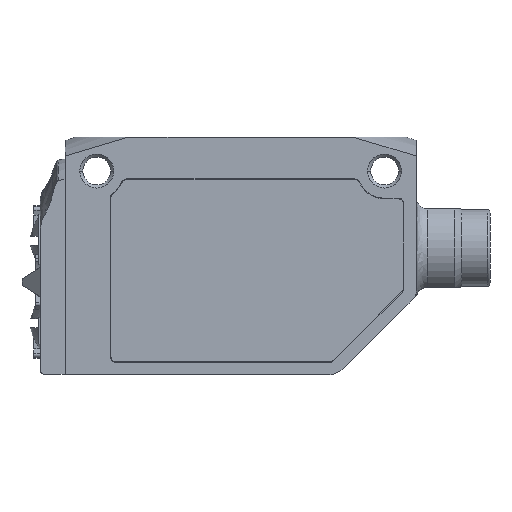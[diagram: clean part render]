
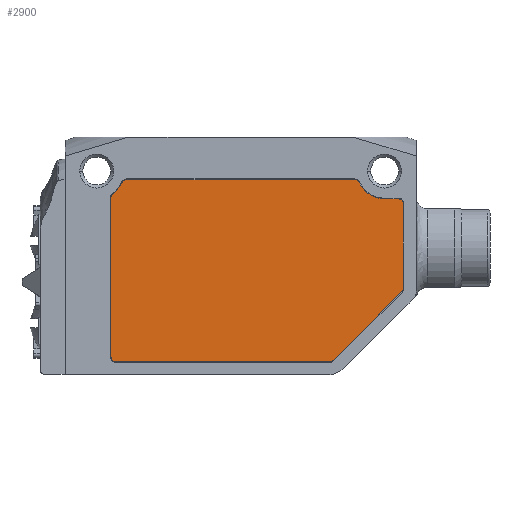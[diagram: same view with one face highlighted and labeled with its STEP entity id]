
A CAD part, left-side view. The second image highlights one B-rep face of the part: STEP entity #2900.
In plain terms, the highlighted planar face has unit normal (-1, 0, 0).
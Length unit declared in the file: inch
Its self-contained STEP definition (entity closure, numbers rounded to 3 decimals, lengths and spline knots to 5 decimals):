
#12 = VECTOR ( 'NONE', #6001, 39.37008 ) ;
#22 = DIRECTION ( 'NONE',  ( 0., 1., 0. ) ) ;
#82 = ORIENTED_EDGE ( 'NONE', *, *, #1709, .T. ) ;
#190 = AXIS2_PLACEMENT_3D ( 'NONE', #3492, #5049, #5564 ) ;
#231 = VECTOR ( 'NONE', #6337, 39.37008 ) ;
#235 = ORIENTED_EDGE ( 'NONE', *, *, #3201, .F. ) ;
#240 = CIRCLE ( 'NONE', #5855, 0.09646 ) ;
#247 = DIRECTION ( 'NONE',  ( 1., 0., 0. ) ) ;
#253 = CARTESIAN_POINT ( 'NONE',  ( -0.25591, -0.09252, 0.16389 ) ) ;
#297 = EDGE_CURVE ( 'NONE', #352, #1001, #5526, .T. ) ;
#352 = VERTEX_POINT ( 'NONE', #1256 ) ;
#470 = ORIENTED_EDGE ( 'NONE', *, *, #5557, .F. ) ;
#547 = LINE ( 'NONE', #4362, #231 ) ;
#550 = LINE ( 'NONE', #5442, #1944 ) ;
#581 = VERTEX_POINT ( 'NONE', #6384 ) ;
#595 = CARTESIAN_POINT ( 'NONE',  ( -0.25591, 0.90551, -0.0748 ) ) ;
#652 = ORIENTED_EDGE ( 'NONE', *, *, #2466, .T. ) ;
#1001 = VERTEX_POINT ( 'NONE', #4640 ) ;
#1007 = CARTESIAN_POINT ( 'NONE',  ( -0.25591, 0.92323, -0.0748 ) ) ;
#1014 = CARTESIAN_POINT ( 'NONE',  ( -0.25591, -0.08733, 0.15136 ) ) ;
#1031 = CIRCLE ( 'NONE', #190, 0.09646 ) ;
#1047 = VERTEX_POINT ( 'NONE', #3605 ) ;
#1135 = CARTESIAN_POINT ( 'NONE',  ( -0.25591, 0.9159, 0.49272 ) ) ;
#1149 = CARTESIAN_POINT ( 'NONE',  ( -0.25591, 0.97244, 0.57087 ) ) ;
#1198 = CARTESIAN_POINT ( 'NONE',  ( -0.25591, 0.90551, 0.47837 ) ) ;
#1220 = DIRECTION ( 'NONE',  ( 0., 0., -1. ) ) ;
#1256 = CARTESIAN_POINT ( 'NONE',  ( -0.25591, 0.07638, 0.54134 ) ) ;
#1294 = CARTESIAN_POINT ( 'NONE',  ( -0.25591, -0.09843, 0.1541 ) ) ;
#1329 = AXIS2_PLACEMENT_3D ( 'NONE', #1551, #4576, #4560 ) ;
#1399 = VECTOR ( 'NONE', #1451, 39.37008 ) ;
#1407 = LINE ( 'NONE', #1508, #2952 ) ;
#1414 = ORIENTED_EDGE ( 'NONE', *, *, #3882, .T. ) ;
#1418 = CARTESIAN_POINT ( 'NONE',  ( -0.25591, 0.8685, 0.54134 ) ) ;
#1421 = LINE ( 'NONE', #5421, #3827 ) ;
#1451 = DIRECTION ( 'NONE',  ( 0., 0., -1. ) ) ;
#1508 = CARTESIAN_POINT ( 'NONE',  ( -0.25591, 0.8685, 0.54134 ) ) ;
#1541 = AXIS2_PLACEMENT_3D ( 'NONE', #4399, #6416, #4861 ) ;
#1551 = CARTESIAN_POINT ( 'NONE',  ( -0.25591, 0.8685, 0.52362 ) ) ;
#1694 = ORIENTED_EDGE ( 'NONE', *, *, #5466, .T. ) ;
#1709 = EDGE_CURVE ( 'NONE', #3491, #5692, #5312, .T. ) ;
#1778 = CIRCLE ( 'NONE', #6112, 0.01772 ) ;
#1861 = CARTESIAN_POINT ( 'NONE',  ( -0.25591, -0.0748, 0.47441 ) ) ;
#1944 = VECTOR ( 'NONE', #2478, 39.37008 ) ;
#2076 = EDGE_CURVE ( 'NONE', #4615, #2456, #4455, .T. ) ;
#2095 = DIRECTION ( 'NONE',  ( 1., 0., 0. ) ) ;
#2194 = DIRECTION ( 'NONE',  ( 1., 0., 0. ) ) ;
#2214 = CARTESIAN_POINT ( 'NONE',  ( -0.25591, 0.15136, -0.08733 ) ) ;
#2253 = VERTEX_POINT ( 'NONE', #253 ) ;
#2403 = CARTESIAN_POINT ( 'NONE',  ( -0.25591, 0.88463, 0.53095 ) ) ;
#2407 = CIRCLE ( 'NONE', #1541, 0.01772 ) ;
#2425 = CARTESIAN_POINT ( 'NONE',  ( -0.25591, -0.0748, 0.45669 ) ) ;
#2434 = CARTESIAN_POINT ( 'NONE',  ( -0.25591, 0.16389, -0.09252 ) ) ;
#2456 = VERTEX_POINT ( 'NONE', #3951 ) ;
#2466 = EDGE_CURVE ( 'NONE', #4230, #1047, #550, .T. ) ;
#2478 = DIRECTION ( 'NONE',  ( 0., 1., 0. ) ) ;
#2528 = EDGE_LOOP ( 'NONE', ( #235, #1414, #470, #4276, #6006, #4679, #4857, #82, #3953, #5497, #6380, #652, #1694, #2908, #5198 ) ) ;
#2542 = EDGE_CURVE ( 'NONE', #352, #3587, #1407, .T. ) ;
#2558 = EDGE_CURVE ( 'NONE', #3491, #2570, #3570, .T. ) ;
#2570 = VERTEX_POINT ( 'NONE', #2434 ) ;
#2590 = VERTEX_POINT ( 'NONE', #5555 ) ;
#2713 = LINE ( 'NONE', #1007, #1399 ) ;
#2745 = DIRECTION ( 'NONE',  ( 0., 0., -1. ) ) ;
#2900 = ADVANCED_FACE ( 'NONE', ( #5834 ), #4259, .F. ) ;
#2908 = ORIENTED_EDGE ( 'NONE', *, *, #297, .F. ) ;
#2952 = VECTOR ( 'NONE', #22, 39.37008 ) ;
#3147 = AXIS2_PLACEMENT_3D ( 'NONE', #595, #4023, #6045 ) ;
#3170 = EDGE_CURVE ( 'NONE', #581, #2456, #2713, .T. ) ;
#3201 = EDGE_CURVE ( 'NONE', #6224, #3587, #5373, .T. ) ;
#3491 = VERTEX_POINT ( 'NONE', #2214 ) ;
#3492 = CARTESIAN_POINT ( 'NONE',  ( -0.25591, -0.02756, 0.57087 ) ) ;
#3570 = CIRCLE ( 'NONE', #6161, 0.01772 ) ;
#3587 = VERTEX_POINT ( 'NONE', #1418 ) ;
#3605 = CARTESIAN_POINT ( 'NONE',  ( -0.25591, -0.02756, 0.47441 ) ) ;
#3672 = EDGE_CURVE ( 'NONE', #2253, #5692, #2407, .T. ) ;
#3807 = AXIS2_PLACEMENT_3D ( 'NONE', #4193, #247, #1220 ) ;
#3827 = VECTOR ( 'NONE', #4413, 39.37008 ) ;
#3882 = EDGE_CURVE ( 'NONE', #6224, #3941, #240, .T. ) ;
#3941 = VERTEX_POINT ( 'NONE', #1135 ) ;
#3951 = CARTESIAN_POINT ( 'NONE',  ( -0.25591, 0.92323, -0.0748 ) ) ;
#3953 = ORIENTED_EDGE ( 'NONE', *, *, #3672, .F. ) ;
#4023 = DIRECTION ( 'NONE',  ( 1., 0., 0. ) ) ;
#4193 = CARTESIAN_POINT ( 'NONE',  ( -0.25591, 0.07638, 0.52362 ) ) ;
#4230 = VERTEX_POINT ( 'NONE', #1861 ) ;
#4250 = EDGE_CURVE ( 'NONE', #2253, #2590, #547, .T. ) ;
#4259 = PLANE ( 'NONE',  #5880 ) ;
#4276 = ORIENTED_EDGE ( 'NONE', *, *, #3170, .T. ) ;
#4362 = CARTESIAN_POINT ( 'NONE',  ( -0.25591, -0.09252, 0.45669 ) ) ;
#4399 = CARTESIAN_POINT ( 'NONE',  ( -0.25591, -0.0748, 0.16389 ) ) ;
#4403 = EDGE_CURVE ( 'NONE', #4230, #2590, #1778, .T. ) ;
#4413 = DIRECTION ( 'NONE',  ( 0., -1., 0. ) ) ;
#4455 = CIRCLE ( 'NONE', #3147, 0.01772 ) ;
#4560 = DIRECTION ( 'NONE',  ( 0., 0., -1. ) ) ;
#4576 = DIRECTION ( 'NONE',  ( 1., 0., 0. ) ) ;
#4592 = DIRECTION ( 'NONE',  ( 0., 0., -1. ) ) ;
#4615 = VERTEX_POINT ( 'NONE', #4687 ) ;
#4625 = DIRECTION ( 'NONE',  ( 0., 0., -1. ) ) ;
#4638 = DIRECTION ( 'NONE',  ( 0., 0., -1. ) ) ;
#4640 = CARTESIAN_POINT ( 'NONE',  ( -0.25591, 0.06025, 0.53095 ) ) ;
#4679 = ORIENTED_EDGE ( 'NONE', *, *, #6258, .T. ) ;
#4687 = CARTESIAN_POINT ( 'NONE',  ( -0.25591, 0.90551, -0.09252 ) ) ;
#4784 = DIRECTION ( 'NONE',  ( 1., 0., 0. ) ) ;
#4800 = CARTESIAN_POINT ( 'NONE',  ( -0.25591, -0.08733, 0.15136 ) ) ;
#4857 = ORIENTED_EDGE ( 'NONE', *, *, #2558, .F. ) ;
#4861 = DIRECTION ( 'NONE',  ( 0., 0., -1. ) ) ;
#4944 = DIRECTION ( 'NONE',  ( 1., 0., 0. ) ) ;
#5043 = CARTESIAN_POINT ( 'NONE',  ( -0.25591, 0.16389, -0.0748 ) ) ;
#5049 = DIRECTION ( 'NONE',  ( 1., 0., 0. ) ) ;
#5198 = ORIENTED_EDGE ( 'NONE', *, *, #2542, .T. ) ;
#5312 = LINE ( 'NONE', #1014, #12 ) ;
#5373 = CIRCLE ( 'NONE', #1329, 0.01772 ) ;
#5421 = CARTESIAN_POINT ( 'NONE',  ( -0.25591, 0.16389, -0.09252 ) ) ;
#5442 = CARTESIAN_POINT ( 'NONE',  ( -0.25591, -0.02756, 0.47441 ) ) ;
#5466 = EDGE_CURVE ( 'NONE', #1047, #1001, #1031, .T. ) ;
#5497 = ORIENTED_EDGE ( 'NONE', *, *, #4250, .T. ) ;
#5526 = CIRCLE ( 'NONE', #3807, 0.01772 ) ;
#5555 = CARTESIAN_POINT ( 'NONE',  ( -0.25591, -0.09252, 0.45669 ) ) ;
#5557 = EDGE_CURVE ( 'NONE', #581, #3941, #5699, .T. ) ;
#5564 = DIRECTION ( 'NONE',  ( 0., 0., -1. ) ) ;
#5692 = VERTEX_POINT ( 'NONE', #4800 ) ;
#5699 = CIRCLE ( 'NONE', #6471, 0.01772 ) ;
#5834 = FACE_OUTER_BOUND ( 'NONE', #2528, .T. ) ;
#5855 = AXIS2_PLACEMENT_3D ( 'NONE', #1149, #6038, #4638 ) ;
#5880 = AXIS2_PLACEMENT_3D ( 'NONE', #1294, #4784, #2745 ) ;
#6001 = DIRECTION ( 'NONE',  ( 0., -0.707, 0.707 ) ) ;
#6006 = ORIENTED_EDGE ( 'NONE', *, *, #2076, .F. ) ;
#6038 = DIRECTION ( 'NONE',  ( 1., 0., 0. ) ) ;
#6045 = DIRECTION ( 'NONE',  ( 0., 0., -1. ) ) ;
#6112 = AXIS2_PLACEMENT_3D ( 'NONE', #2425, #4944, #6479 ) ;
#6161 = AXIS2_PLACEMENT_3D ( 'NONE', #5043, #2095, #4592 ) ;
#6224 = VERTEX_POINT ( 'NONE', #2403 ) ;
#6258 = EDGE_CURVE ( 'NONE', #4615, #2570, #1421, .T. ) ;
#6337 = DIRECTION ( 'NONE',  ( 0., 0., 1. ) ) ;
#6380 = ORIENTED_EDGE ( 'NONE', *, *, #4403, .F. ) ;
#6384 = CARTESIAN_POINT ( 'NONE',  ( -0.25591, 0.92323, 0.47837 ) ) ;
#6416 = DIRECTION ( 'NONE',  ( 1., 0., 0. ) ) ;
#6471 = AXIS2_PLACEMENT_3D ( 'NONE', #1198, #2194, #4625 ) ;
#6479 = DIRECTION ( 'NONE',  ( 0., 0., -1. ) ) ;
